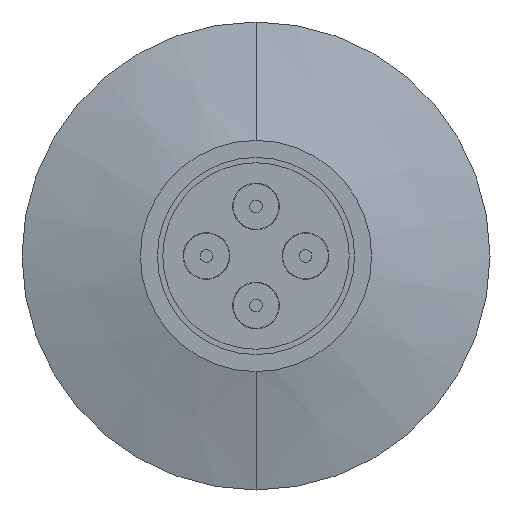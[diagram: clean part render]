
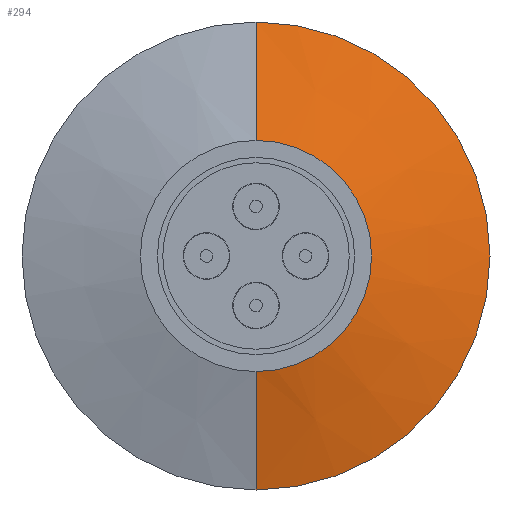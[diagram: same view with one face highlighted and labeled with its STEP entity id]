
A CAD part, front view. The second image highlights one B-rep face of the part: STEP entity #294.
In plain terms, the highlighted conical face has half-angle 75 degrees and reference radius 14.986 mm.
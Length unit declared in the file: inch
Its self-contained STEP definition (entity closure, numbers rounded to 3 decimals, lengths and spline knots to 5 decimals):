
#10 = ORIENTED_EDGE ( 'NONE', *, *, #1488, .T. ) ;
#96 = CIRCLE ( 'NONE', #2766, 0.59 ) ;
#155 = VECTOR ( 'NONE', #2204, 39.37008 ) ;
#294 = ADVANCED_FACE ( 'NONE', ( #912 ), #1054, .T. ) ;
#404 = EDGE_CURVE ( 'NONE', #1160, #2185, #842, .T. ) ;
#421 = CARTESIAN_POINT ( 'NONE',  ( 0., -0.12, -0.59 ) ) ;
#502 = EDGE_CURVE ( 'NONE', #814, #2185, #96, .T. ) ;
#649 = DIRECTION ( 'NONE',  ( 0., 0., -1. ) ) ;
#667 = CARTESIAN_POINT ( 'NONE',  ( 0., -0.2, 0. ) ) ;
#814 = VERTEX_POINT ( 'NONE', #421 ) ;
#832 = CARTESIAN_POINT ( 'NONE',  ( 0., -0.2, -0.29144 ) ) ;
#842 = LINE ( 'NONE', #1858, #2339 ) ;
#912 = FACE_OUTER_BOUND ( 'NONE', #1081, .T. ) ;
#947 = CARTESIAN_POINT ( 'NONE',  ( 0., -0.12, -0.59 ) ) ;
#962 = DIRECTION ( 'NONE',  ( 0., -1., 0. ) ) ;
#1054 = CONICAL_SURFACE ( 'NONE', #1218, 0.59, 1.309 ) ;
#1081 = EDGE_LOOP ( 'NONE', ( #1982, #10, #2697, #2538 ) ) ;
#1160 = VERTEX_POINT ( 'NONE', #1309 ) ;
#1218 = AXIS2_PLACEMENT_3D ( 'NONE', #2874, #2435, #1347 ) ;
#1309 = CARTESIAN_POINT ( 'NONE',  ( 0., -0.2, 0.29144 ) ) ;
#1347 = DIRECTION ( 'NONE',  ( 0., 0., 1. ) ) ;
#1409 = EDGE_CURVE ( 'NONE', #1910, #1160, #1809, .T. ) ;
#1488 = EDGE_CURVE ( 'NONE', #1910, #814, #1679, .T. ) ;
#1676 = CARTESIAN_POINT ( 'NONE',  ( 0., -0.12, 0. ) ) ;
#1679 = LINE ( 'NONE', #947, #155 ) ;
#1809 = CIRCLE ( 'NONE', #2241, 0.29144 ) ;
#1858 = CARTESIAN_POINT ( 'NONE',  ( 0., -0.12, 0.59 ) ) ;
#1910 = VERTEX_POINT ( 'NONE', #832 ) ;
#1982 = ORIENTED_EDGE ( 'NONE', *, *, #1409, .F. ) ;
#2185 = VERTEX_POINT ( 'NONE', #2763 ) ;
#2204 = DIRECTION ( 'NONE',  ( 0., 0.259, -0.966 ) ) ;
#2221 = DIRECTION ( 'NONE',  ( 0., -1., 0. ) ) ;
#2241 = AXIS2_PLACEMENT_3D ( 'NONE', #667, #2221, #649 ) ;
#2339 = VECTOR ( 'NONE', #2633, 39.37008 ) ;
#2435 = DIRECTION ( 'NONE',  ( 0., 1., 0. ) ) ;
#2538 = ORIENTED_EDGE ( 'NONE', *, *, #404, .F. ) ;
#2633 = DIRECTION ( 'NONE',  ( 0., 0.259, 0.966 ) ) ;
#2697 = ORIENTED_EDGE ( 'NONE', *, *, #502, .T. ) ;
#2763 = CARTESIAN_POINT ( 'NONE',  ( 0., -0.12, 0.59 ) ) ;
#2766 = AXIS2_PLACEMENT_3D ( 'NONE', #1676, #962, #3016 ) ;
#2874 = CARTESIAN_POINT ( 'NONE',  ( 0., -0.12, 0. ) ) ;
#3016 = DIRECTION ( 'NONE',  ( 0., 0., -1. ) ) ;
